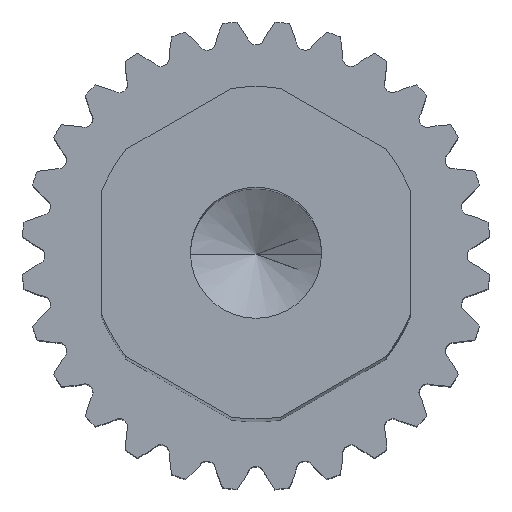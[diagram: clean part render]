
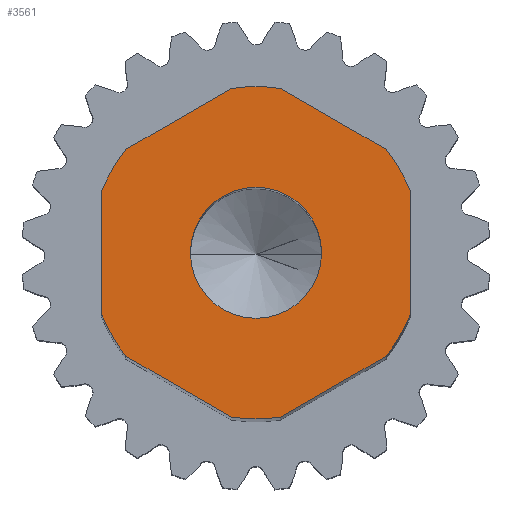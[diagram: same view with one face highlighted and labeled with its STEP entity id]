
A CAD part, top view. The second image highlights one B-rep face of the part: STEP entity #3561.
In plain terms, the highlighted planar face has unit normal (0, 0, 1).
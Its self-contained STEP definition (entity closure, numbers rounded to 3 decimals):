
#101 = DIRECTION ( 'NONE',  ( -0.866, -0.5, 0. ) ) ;
#186 = CARTESIAN_POINT ( 'NONE',  ( 0., 0., 50.8 ) ) ;
#225 = FACE_BOUND ( 'NONE', #7244, .T. ) ;
#302 = EDGE_LOOP ( 'NONE', ( #5517, #6076, #1743, #7363, #6328, #1361, #7932, #5772, #8309, #5601, #5107, #4830 ) ) ;
#386 = AXIS2_PLACEMENT_3D ( 'NONE', #2830, #3548, #8045 ) ;
#467 = CARTESIAN_POINT ( 'NONE',  ( 0., 0., 50.8 ) ) ;
#489 = DIRECTION ( 'NONE',  ( 0., -1., 0. ) ) ;
#682 = DIRECTION ( 'NONE',  ( 1., 0., 0. ) ) ;
#693 = VERTEX_POINT ( 'NONE', #2544 ) ;
#711 = DIRECTION ( 'NONE',  ( 1., 0., 0. ) ) ;
#729 = CIRCLE ( 'NONE', #3424, 5.12 ) ;
#831 = DIRECTION ( 'NONE',  ( 0.866, 0.5, 0. ) ) ;
#885 = VERTEX_POINT ( 'NONE', #3590 ) ;
#1046 = CARTESIAN_POINT ( 'NONE',  ( 0., 0., 50.8 ) ) ;
#1114 = CIRCLE ( 'NONE', #6456, 5.12 ) ;
#1153 = EDGE_CURVE ( 'NONE', #6803, #3168, #729, .T. ) ;
#1200 = CARTESIAN_POINT ( 'NONE',  ( -2.019, 0., 50.8 ) ) ;
#1212 = CARTESIAN_POINT ( 'NONE',  ( 0., 0., 50.8 ) ) ;
#1241 = DIRECTION ( 'NONE',  ( 0., 0., 1. ) ) ;
#1315 = LINE ( 'NONE', #4273, #3626 ) ;
#1326 = CARTESIAN_POINT ( 'NONE',  ( 0., 0., 50.8 ) ) ;
#1361 = ORIENTED_EDGE ( 'NONE', *, *, #6975, .T. ) ;
#1743 = ORIENTED_EDGE ( 'NONE', *, *, #1862, .T. ) ;
#1792 = AXIS2_PLACEMENT_3D ( 'NONE', #8065, #2919, #6777 ) ;
#1813 = CIRCLE ( 'NONE', #4847, 2.019 ) ;
#1862 = EDGE_CURVE ( 'NONE', #7352, #6803, #7740, .T. ) ;
#1921 = CIRCLE ( 'NONE', #2631, 5.12 ) ;
#1995 = CIRCLE ( 'NONE', #7104, 2.019 ) ;
#2108 = VERTEX_POINT ( 'NONE', #4372 ) ;
#2321 = DIRECTION ( 'NONE',  ( 1., 0., 0. ) ) ;
#2544 = CARTESIAN_POINT ( 'NONE',  ( -4.762, 1.88, 50.8 ) ) ;
#2631 = AXIS2_PLACEMENT_3D ( 'NONE', #1046, #4292, #4267 ) ;
#2663 = CARTESIAN_POINT ( 'NONE',  ( 0., 5.499, 50.8 ) ) ;
#2664 = ORIENTED_EDGE ( 'NONE', *, *, #4874, .F. ) ;
#2704 = LINE ( 'NONE', #6300, #6625 ) ;
#2830 = CARTESIAN_POINT ( 'NONE',  ( 0., 0., 50.8 ) ) ;
#2847 = CARTESIAN_POINT ( 'NONE',  ( 0., 0., 50.8 ) ) ;
#2919 = DIRECTION ( 'NONE',  ( 0., 0., 1. ) ) ;
#2984 = CARTESIAN_POINT ( 'NONE',  ( 4.762, -1.88, 50.8 ) ) ;
#3044 = EDGE_CURVE ( 'NONE', #7339, #2108, #1114, .T. ) ;
#3168 = VERTEX_POINT ( 'NONE', #4266 ) ;
#3382 = DIRECTION ( 'NONE',  ( 0., 0., 1. ) ) ;
#3412 = VERTEX_POINT ( 'NONE', #5919 ) ;
#3424 = AXIS2_PLACEMENT_3D ( 'NONE', #8283, #1241, #3768 ) ;
#3430 = CARTESIAN_POINT ( 'NONE',  ( 4.762, 1.88, 50.8 ) ) ;
#3548 = DIRECTION ( 'NONE',  ( 0., 0., 1. ) ) ;
#3561 = ADVANCED_FACE ( 'NONE', ( #225, #8057 ), #4362, .T. ) ;
#3590 = CARTESIAN_POINT ( 'NONE',  ( 0.753, -5.064, 50.8 ) ) ;
#3623 = VERTEX_POINT ( 'NONE', #6914 ) ;
#3626 = VECTOR ( 'NONE', #489, 1000. ) ;
#3644 = EDGE_CURVE ( 'NONE', #693, #7339, #1315, .T. ) ;
#3735 = CIRCLE ( 'NONE', #1792, 5.12 ) ;
#3768 = DIRECTION ( 'NONE',  ( 1., 0., 0. ) ) ;
#3952 = DIRECTION ( 'NONE',  ( 0., 0., 1. ) ) ;
#4041 = AXIS2_PLACEMENT_3D ( 'NONE', #186, #3952, #711 ) ;
#4117 = VECTOR ( 'NONE', #831, 1000. ) ;
#4177 = DIRECTION ( 'NONE',  ( -0.866, 0.5, 0. ) ) ;
#4206 = CIRCLE ( 'NONE', #386, 5.12 ) ;
#4266 = CARTESIAN_POINT ( 'NONE',  ( -0.753, 5.064, 50.8 ) ) ;
#4267 = DIRECTION ( 'NONE',  ( 1., 0., 0. ) ) ;
#4268 = EDGE_CURVE ( 'NONE', #5853, #3623, #1813, .T. ) ;
#4273 = CARTESIAN_POINT ( 'NONE',  ( -4.762, 2.75, 50.8 ) ) ;
#4292 = DIRECTION ( 'NONE',  ( 0., 0., 1. ) ) ;
#4362 = PLANE ( 'NONE',  #7733 ) ;
#4372 = CARTESIAN_POINT ( 'NONE',  ( -4.009, -3.185, 50.8 ) ) ;
#4691 = ORIENTED_EDGE ( 'NONE', *, *, #4268, .F. ) ;
#4828 = EDGE_CURVE ( 'NONE', #885, #5461, #7631, .T. ) ;
#4830 = ORIENTED_EDGE ( 'NONE', *, *, #5244, .T. ) ;
#4840 = DIRECTION ( 'NONE',  ( 0., 1., 0. ) ) ;
#4847 = AXIS2_PLACEMENT_3D ( 'NONE', #1326, #7769, #682 ) ;
#4851 = VERTEX_POINT ( 'NONE', #3430 ) ;
#4874 = EDGE_CURVE ( 'NONE', #3623, #5853, #1995, .T. ) ;
#4894 = CARTESIAN_POINT ( 'NONE',  ( 4.762, -2.75, 50.8 ) ) ;
#5048 = EDGE_CURVE ( 'NONE', #4851, #7352, #5224, .T. ) ;
#5080 = EDGE_CURVE ( 'NONE', #3168, #3412, #7821, .T. ) ;
#5107 = ORIENTED_EDGE ( 'NONE', *, *, #4828, .T. ) ;
#5126 = VECTOR ( 'NONE', #101, 1000. ) ;
#5224 = CIRCLE ( 'NONE', #4041, 5.12 ) ;
#5244 = EDGE_CURVE ( 'NONE', #5461, #6589, #3735, .T. ) ;
#5256 = EDGE_CURVE ( 'NONE', #7443, #885, #1921, .T. ) ;
#5461 = VERTEX_POINT ( 'NONE', #7815 ) ;
#5517 = ORIENTED_EDGE ( 'NONE', *, *, #6079, .T. ) ;
#5601 = ORIENTED_EDGE ( 'NONE', *, *, #5256, .T. ) ;
#5657 = DIRECTION ( 'NONE',  ( 0.866, -0.5, 0. ) ) ;
#5772 = ORIENTED_EDGE ( 'NONE', *, *, #3044, .T. ) ;
#5808 = DIRECTION ( 'NONE',  ( 1., 0., 0. ) ) ;
#5853 = VERTEX_POINT ( 'NONE', #1200 ) ;
#5919 = CARTESIAN_POINT ( 'NONE',  ( -4.009, 3.185, 50.8 ) ) ;
#5970 = VECTOR ( 'NONE', #4177, 1000. ) ;
#6045 = CARTESIAN_POINT ( 'NONE',  ( 0.753, 5.064, 50.8 ) ) ;
#6076 = ORIENTED_EDGE ( 'NONE', *, *, #5048, .T. ) ;
#6079 = EDGE_CURVE ( 'NONE', #6589, #4851, #6895, .T. ) ;
#6300 = CARTESIAN_POINT ( 'NONE',  ( -4.762, -2.75, 50.8 ) ) ;
#6328 = ORIENTED_EDGE ( 'NONE', *, *, #5080, .T. ) ;
#6456 = AXIS2_PLACEMENT_3D ( 'NONE', #2847, #3382, #6633 ) ;
#6513 = CARTESIAN_POINT ( 'NONE',  ( 4.009, 3.185, 50.8 ) ) ;
#6589 = VERTEX_POINT ( 'NONE', #2984 ) ;
#6625 = VECTOR ( 'NONE', #5657, 1000. ) ;
#6633 = DIRECTION ( 'NONE',  ( 1., 0., 0. ) ) ;
#6700 = CARTESIAN_POINT ( 'NONE',  ( 0., -5.499, 50.8 ) ) ;
#6777 = DIRECTION ( 'NONE',  ( 1., 0., 0. ) ) ;
#6803 = VERTEX_POINT ( 'NONE', #6045 ) ;
#6824 = CARTESIAN_POINT ( 'NONE',  ( -0.753, -5.064, 50.8 ) ) ;
#6840 = CARTESIAN_POINT ( 'NONE',  ( -4.762, -1.88, 50.8 ) ) ;
#6895 = LINE ( 'NONE', #4894, #7307 ) ;
#6914 = CARTESIAN_POINT ( 'NONE',  ( 2.019, 0., 50.8 ) ) ;
#6975 = EDGE_CURVE ( 'NONE', #3412, #693, #4206, .T. ) ;
#7104 = AXIS2_PLACEMENT_3D ( 'NONE', #1212, #8258, #5808 ) ;
#7244 = EDGE_LOOP ( 'NONE', ( #2664, #4691 ) ) ;
#7307 = VECTOR ( 'NONE', #4840, 1000. ) ;
#7313 = CARTESIAN_POINT ( 'NONE',  ( 4.762, 2.75, 50.8 ) ) ;
#7339 = VERTEX_POINT ( 'NONE', #6840 ) ;
#7352 = VERTEX_POINT ( 'NONE', #6513 ) ;
#7363 = ORIENTED_EDGE ( 'NONE', *, *, #1153, .T. ) ;
#7443 = VERTEX_POINT ( 'NONE', #6824 ) ;
#7631 = LINE ( 'NONE', #6700, #4117 ) ;
#7733 = AXIS2_PLACEMENT_3D ( 'NONE', #467, #8180, #2321 ) ;
#7740 = LINE ( 'NONE', #7313, #5970 ) ;
#7769 = DIRECTION ( 'NONE',  ( 0., 0., 1. ) ) ;
#7815 = CARTESIAN_POINT ( 'NONE',  ( 4.009, -3.185, 50.8 ) ) ;
#7821 = LINE ( 'NONE', #2663, #5126 ) ;
#7824 = EDGE_CURVE ( 'NONE', #2108, #7443, #2704, .T. ) ;
#7932 = ORIENTED_EDGE ( 'NONE', *, *, #3644, .T. ) ;
#8045 = DIRECTION ( 'NONE',  ( 1., 0., 0. ) ) ;
#8057 = FACE_OUTER_BOUND ( 'NONE', #302, .T. ) ;
#8065 = CARTESIAN_POINT ( 'NONE',  ( 0., 0., 50.8 ) ) ;
#8180 = DIRECTION ( 'NONE',  ( 0., 0., 1. ) ) ;
#8258 = DIRECTION ( 'NONE',  ( 0., 0., 1. ) ) ;
#8283 = CARTESIAN_POINT ( 'NONE',  ( 0., 0., 50.8 ) ) ;
#8309 = ORIENTED_EDGE ( 'NONE', *, *, #7824, .T. ) ;
